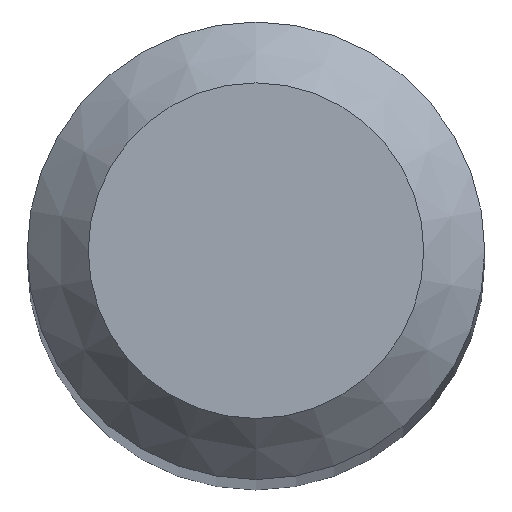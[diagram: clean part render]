
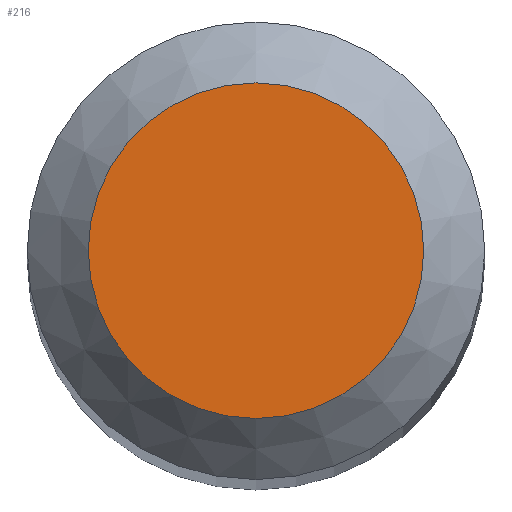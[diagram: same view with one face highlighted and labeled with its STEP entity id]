
A CAD part, top view. The second image highlights one B-rep face of the part: STEP entity #216.
In plain terms, the highlighted planar face has unit normal (0, 0, 1).
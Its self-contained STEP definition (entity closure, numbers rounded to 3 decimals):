
#12 = CARTESIAN_POINT ( 'NONE',  ( 0., 0., 30. ) ) ;
#27 = AXIS2_PLACEMENT_3D ( 'NONE', #201, #45, #117 ) ;
#43 = DIRECTION ( 'NONE',  ( 0., 1., 0. ) ) ;
#45 = DIRECTION ( 'NONE',  ( 0., 0., -1. ) ) ;
#88 = ORIENTED_EDGE ( 'NONE', *, *, #103, .F. ) ;
#90 = EDGE_LOOP ( 'NONE', ( #88 ) ) ;
#103 = EDGE_CURVE ( 'NONE', #134, #134, #193, .T. ) ;
#114 = AXIS2_PLACEMENT_3D ( 'NONE', #12, #150, #43 ) ;
#117 = DIRECTION ( 'NONE',  ( 0., 1., 0. ) ) ;
#132 = PLANE ( 'NONE',  #114 ) ;
#134 = VERTEX_POINT ( 'NONE', #204 ) ;
#148 = FACE_OUTER_BOUND ( 'NONE', #90, .T. ) ;
#150 = DIRECTION ( 'NONE',  ( 0., 0., -1. ) ) ;
#193 = CIRCLE ( 'NONE', #27, 0.55 ) ;
#201 = CARTESIAN_POINT ( 'NONE',  ( 0., 0., 30. ) ) ;
#204 = CARTESIAN_POINT ( 'NONE',  ( 0., 0.55, 30. ) ) ;
#216 = ADVANCED_FACE ( 'NONE', ( #148 ), #132, .F. ) ;
